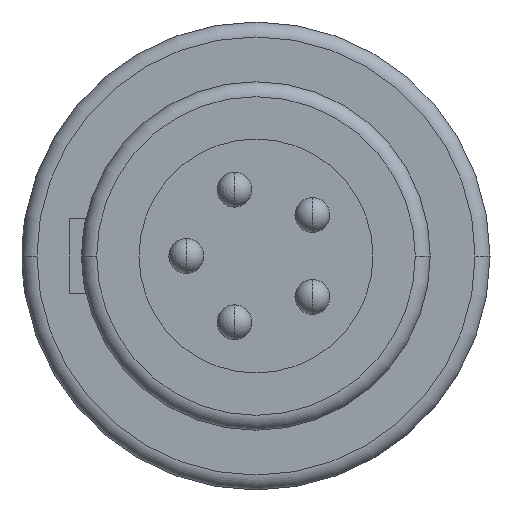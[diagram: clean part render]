
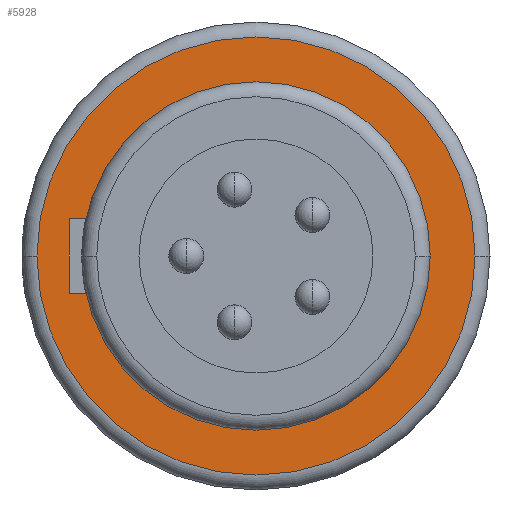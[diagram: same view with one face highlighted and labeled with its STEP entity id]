
A CAD part, left-side view. The second image highlights one B-rep face of the part: STEP entity #5928.
In plain terms, the highlighted planar face has unit normal (-1, 0, 0).
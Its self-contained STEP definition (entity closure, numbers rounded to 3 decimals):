
#1849=CARTESIAN_POINT('',(-1.9,0.,0.));
#1850=DIRECTION('',(-1.,0.,0.));
#1851=DIRECTION('',(0.,1.,0.));
#1852=AXIS2_PLACEMENT_3D('',#1849,#1850,#1851);
#1879=CARTESIAN_POINT('',(-1.9,0.,0.));
#1880=DIRECTION('',(1.,0.,0.));
#1881=DIRECTION('',(0.,1.,0.));
#1882=AXIS2_PLACEMENT_3D('',#1879,#1880,#1881);
#1989=CARTESIAN_POINT('',(-1.9,0.,0.));
#1990=DIRECTION('',(-1.,0.,0.));
#1991=DIRECTION('',(0.,-1.,0.));
#1992=AXIS2_PLACEMENT_3D('',#1989,#1990,#1991);
#1997=CARTESIAN_POINT('',(-1.9,0.,0.));
#1998=DIRECTION('',(-1.,0.,0.));
#1999=DIRECTION('',(0.,1.,0.));
#2000=AXIS2_PLACEMENT_3D('',#1997,#1998,#1999);
#3058=CARTESIAN_POINT('',(-1.9,3.5,0.));
#3059=CARTESIAN_POINT('',(-1.9,-3.5,0.));
#3060=VERTEX_POINT('',#3058);
#3061=VERTEX_POINT('',#3059);
#3132=CARTESIAN_POINT('',(-1.9,-4.4,0.));
#3133=CARTESIAN_POINT('',(-1.9,4.4,0.));
#3134=VERTEX_POINT('',#3132);
#3135=VERTEX_POINT('',#3133);
#5913=CARTESIAN_POINT('',(-1.9,0.,0.));
#5914=DIRECTION('',(1.,0.,0.));
#5915=DIRECTION('',(0.,-1.,0.));
#5916=AXIS2_PLACEMENT_3D('',#5913,#5914,#5915);
#5917=PLANE('',#5916);
#5919=ORIENTED_EDGE('',*,*,#5918,.F.);
#5921=ORIENTED_EDGE('',*,*,#5920,.F.);
#5922=EDGE_LOOP('',(#5919,#5921));
#5923=FACE_OUTER_BOUND('',#5922,.F.);
#5924=ORIENTED_EDGE('',*,*,#5795,.F.);
#5925=ORIENTED_EDGE('',*,*,#5759,.T.);
#5926=EDGE_LOOP('',(#5924,#5925));
#5927=FACE_BOUND('',#5926,.F.);
#1853=CIRCLE('',#1852,3.5);
#1883=CIRCLE('',#1882,3.5);
#1993=CIRCLE('',#1992,4.4);
#2001=CIRCLE('',#2000,4.4);
#5759=EDGE_CURVE('',#3060,#3061,#1853,.T.);
#5795=EDGE_CURVE('',#3060,#3061,#1883,.T.);
#5918=EDGE_CURVE('',#3134,#3135,#1993,.T.);
#5920=EDGE_CURVE('',#3135,#3134,#2001,.T.);
#5928=ADVANCED_FACE('',(#5923,#5927),#5917,.F.);
